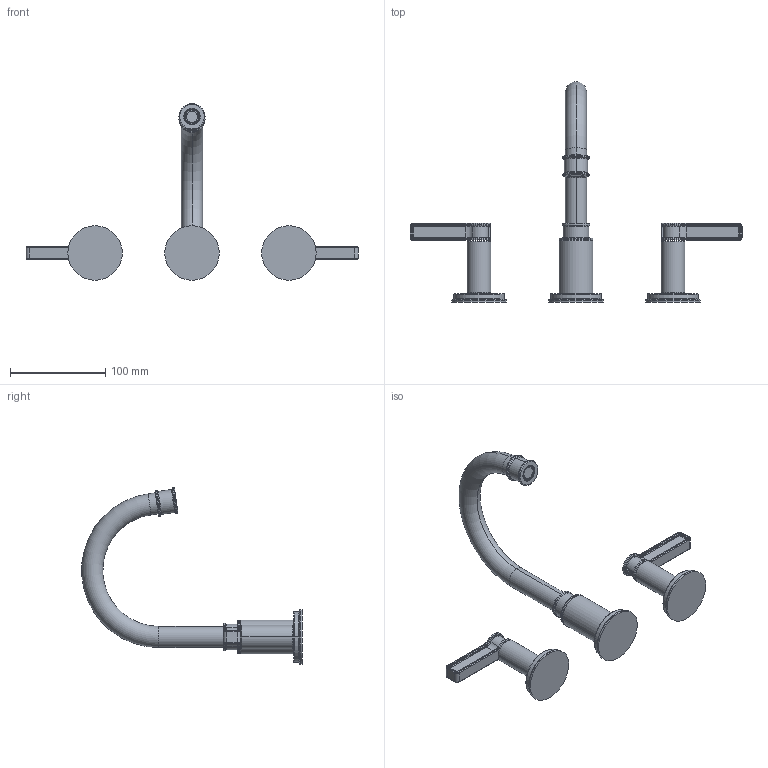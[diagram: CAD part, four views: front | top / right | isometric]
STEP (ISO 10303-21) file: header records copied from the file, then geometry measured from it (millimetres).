
FILE_DESCRIPTION((''),'2;1');
FILE_NAME('3270C','2024-03-14T09:05:38',('rsmith'),(''),'CREO PARAMETRIC BY PTC INC, 2023134','CREO PARAMETRIC BY PTC INC, 2023134','');
FILE_SCHEMA(('CONFIG_CONTROL_DESIGN'));
Length unit declared in the file: inch
Products named in the file (1): 3270C
Bounding box: 347.98 x 231.03 x 185 mm (x, y, z)
Volume: 334906.4 mm3; surface area: 72682.2 mm2
Topology: 5 solids, 5 shells, 370 faces, 828 edges, 474 vertices
Faces by surface type: cylinder 152, torus 116, plane 66, bspline 24, cone 12
Entity records: 11666 total; most frequent: CARTESIAN_POINT 3212, DIRECTION 1986, ORIENTED_EDGE 1656, AXIS2_PLACEMENT_3D 860, EDGE_CURVE 828, CIRCLE 514, VERTEX_POINT 474, EDGE_LOOP 392
